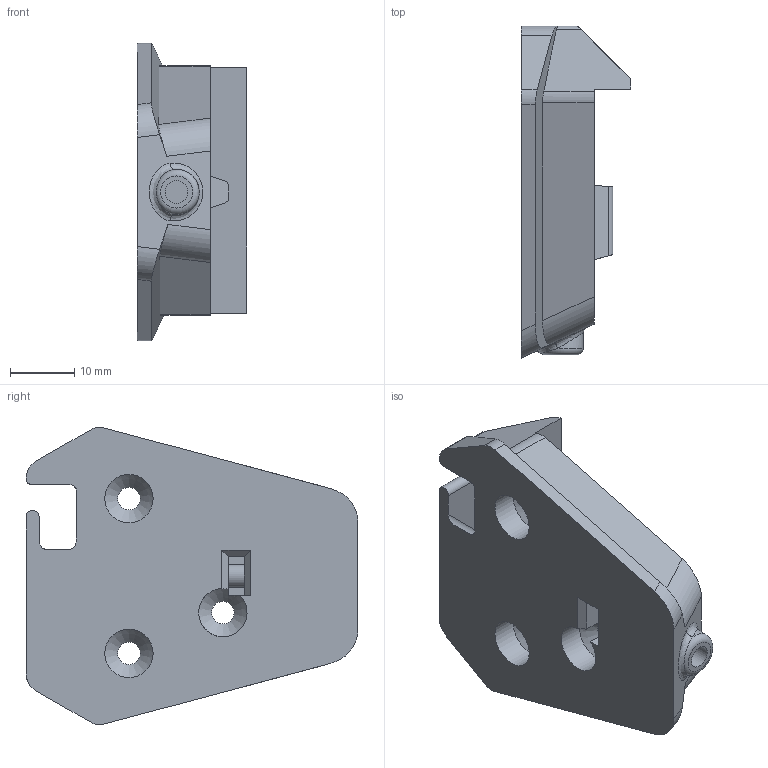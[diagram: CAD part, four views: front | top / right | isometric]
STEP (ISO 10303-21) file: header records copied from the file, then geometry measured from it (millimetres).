
FILE_DESCRIPTION(/* description */ (''),/* implementation_level */ '2;1');
FILE_NAME(/* name */ 'Main Body Mount Clip v2.step',/* time_stamp */ '2022-01-10T09:17:19-06:00',/* author */ (''),/* organization */ (''),/* preprocessor_version */ 'ST-DEVELOPER v18.1',/* originating_system */ 'Autodesk Translation Framework v10.10.0.1391',/* authorisation */ '');
FILE_SCHEMA (('AUTOMOTIVE_DESIGN { 1 0 10303 214 3 1 1 }'));
Length unit declared in the file: millimetre
Products named in the file (1): FusionComponent
Bounding box: 16.95 x 51.48 x 46.11 mm (x, y, z)
Volume: 16190.5 mm3; surface area: 6731.2 mm2
Topology: 1 solids, 1 shells, 70 faces, 188 edges, 123 vertices
Faces by surface type: plane 37, cylinder 27, cone 3, bspline 2, torus 1
Full cylindrical faces by diameter (mm): 3.5 x5, 7.5 x2
Entity records: 2347 total; most frequent: CARTESIAN_POINT 488, DIRECTION 387, ORIENTED_EDGE 376, EDGE_CURVE 188, AXIS2_PLACEMENT_3D 134, VERTEX_POINT 123, LINE 119, VECTOR 119
